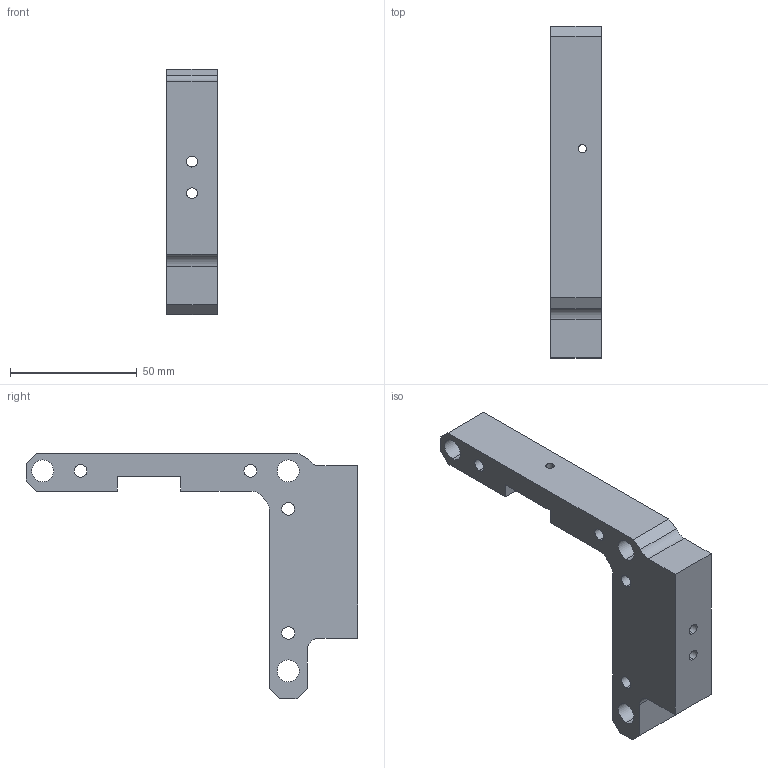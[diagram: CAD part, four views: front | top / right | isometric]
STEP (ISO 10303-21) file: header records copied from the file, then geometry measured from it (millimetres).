
FILE_DESCRIPTION (( 'STEP AP214' ), '1' );
FILE_NAME ('LID2021021.STEP', '2021-12-10T13:52:31', ( '' ), ( '' ), 'SwSTEP 2.0', 'SolidWorks 2021', '' );
FILE_SCHEMA (( 'AUTOMOTIVE_DESIGN' ));
Length unit declared in the file: millimetre
Products named in the file (1): LID2021021
Bounding box: 20 x 131 x 97 mm (x, y, z)
Volume: 75283.1 mm3; surface area: 20714.2 mm2
Topology: 1 solids, 1 shells, 85 faces, 243 edges, 162 vertices
Faces by surface type: plane 47, cylinder 38
Entity records: 2905 total; most frequent: DIRECTION 507, CARTESIAN_POINT 491, ORIENTED_EDGE 486, EDGE_CURVE 243, AXIS2_PLACEMENT_3D 178, VERTEX_POINT 162, LINE 151, VECTOR 151
